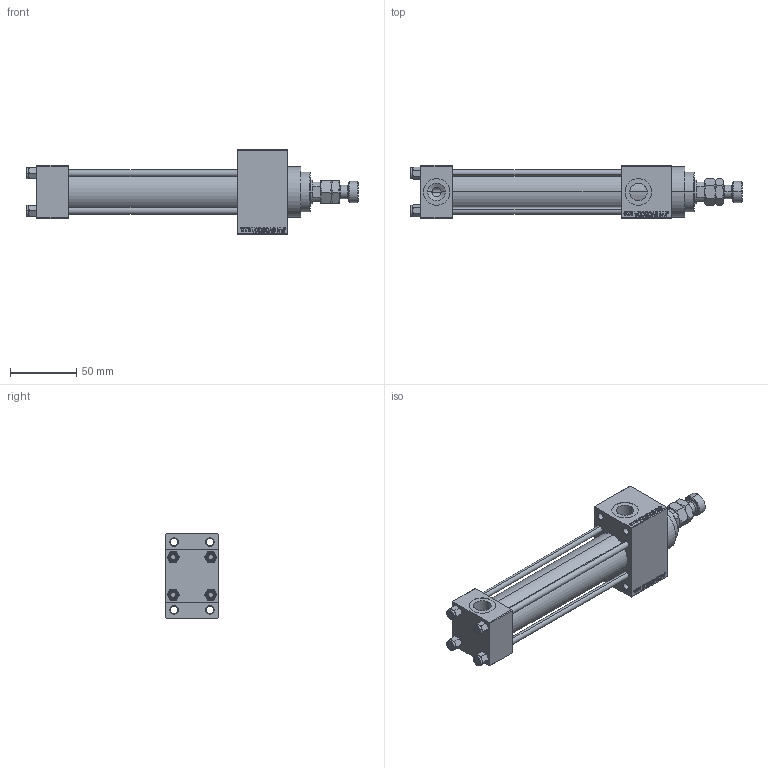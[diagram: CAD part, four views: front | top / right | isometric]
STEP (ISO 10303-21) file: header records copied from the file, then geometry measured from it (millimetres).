
FILE_DESCRIPTION (( 'STEP AP203' ), '1' );
FILE_NAME ('61f4.STEP', '2022-04-14T14:19:12', ( '' ), ( '' ), 'SwSTEP 2.0', 'SolidWorks 2019', '' );
FILE_SCHEMA (( 'CONFIG_CONTROL_DESIGN' ));
Length unit declared in the file: millimetre
Products named in the file (7): V215CR_D_TYCINKA 382c7c2fdf2fc7d23e24b2bd49b0e8f4; NUT_M5_D 382c7c2fdf2fc7d23e24b2bd49b0e8f4; V215CR_VCP_D 382c7c2fdf2fc7d23e24b2bd49b0e8f4; 61f4; V215_VC_A 382c7c2fdf2fc7d23e24b2bd49b0e8f4; V215CR_D_Body 382c7c2fdf2fc7d23e24b2bd49b0e8f4; MFA 382c7c2fdf2fc7d23e24b2bd49b0e8f4
Assembly tree (12 placements, depth 2):
  61f4
    V215CR_D_Body 382c7c2fdf2fc7d23e24b2bd49b0e8f4
    V215CR_VCP_D 382c7c2fdf2fc7d23e24b2bd49b0e8f4
    NUT_M5_D 382c7c2fdf2fc7d23e24b2bd49b0e8f4  x4
    V215CR_D_TYCINKA 382c7c2fdf2fc7d23e24b2bd49b0e8f4  x4
    V215_VC_A 382c7c2fdf2fc7d23e24b2bd49b0e8f4
    MFA 382c7c2fdf2fc7d23e24b2bd49b0e8f4
Bounding box: 250 x 40 x 64 mm (x, y, z)
Volume: 232300.3 mm3; surface area: 90319 mm2
Topology: 12 solids, 12 shells, 1153 faces, 2850 edges, 1833 vertices
Faces by surface type: plane 511, bspline 368, cone 172, cylinder 90, torus 12
Entity records: 48755 total; most frequent: CARTESIAN_POINT 25564, ORIENTED_EDGE 5192, DIRECTION 3380, EDGE_CURVE 2596, VERTEX_POINT 1689, VECTOR 1522, LINE 1522, EDGE_LOOP 1165
